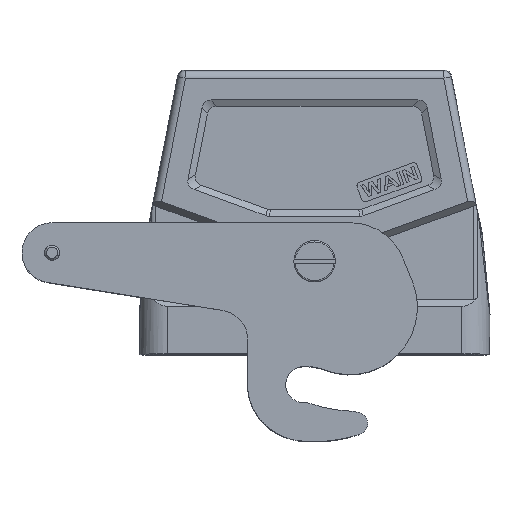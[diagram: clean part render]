
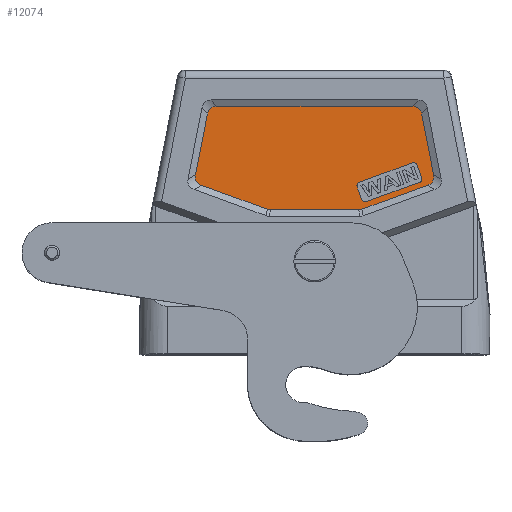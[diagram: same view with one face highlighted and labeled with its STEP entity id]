
A CAD part, top view. The second image highlights one B-rep face of the part: STEP entity #12074.
In plain terms, the highlighted planar face has unit normal (0, 0, 1).
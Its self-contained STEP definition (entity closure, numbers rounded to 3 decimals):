
#370=DIRECTION('',(0.94,0.342,0.));
#371=VECTOR('',#370,18.628);
#372=CARTESIAN_POINT('',(12.609,6.883,21.5));
#373=LINE('',#372,#371);
#383=CARTESIAN_POINT('',(11.754,6.732,21.5));
#384=CARTESIAN_POINT('',(12.048,6.732,21.5));
#385=CARTESIAN_POINT('',(12.333,6.782,21.5));
#386=CARTESIAN_POINT('',(12.609,6.883,21.5));
#392=DIRECTION('',(1.,0.,0.));
#393=VECTOR('',#392,23.508);
#394=CARTESIAN_POINT('',(-11.754,6.732,21.5));
#395=LINE('',#394,#393);
#405=CARTESIAN_POINT('',(-12.609,6.883,21.5));
#406=CARTESIAN_POINT('',(-12.333,6.782,21.5));
#407=CARTESIAN_POINT('',(-12.048,6.732,21.5));
#408=CARTESIAN_POINT('',(-11.754,6.732,21.5));
#414=DIRECTION('',(0.94,-0.342,0.));
#415=VECTOR('',#414,18.628);
#416=CARTESIAN_POINT('',(-30.113,13.254,21.5));
#417=LINE('',#416,#415);
#426=DIRECTION('',(-0.191,-0.982,0.));
#427=VECTOR('',#426,16.467);
#428=CARTESIAN_POINT('',(-28.57,32.245,21.5));
#429=LINE('',#428,#427);
#440=CARTESIAN_POINT('',(-26.116,34.268,21.5));
#441=CARTESIAN_POINT('',(-26.803,34.268,21.5));
#442=CARTESIAN_POINT('',(-27.877,33.904,21.5));
#443=CARTESIAN_POINT('',(-28.439,32.919,21.5));
#444=CARTESIAN_POINT('',(-28.57,32.245,21.5));
#446=DIRECTION('',(-1.,0.,0.));
#447=VECTOR('',#446,52.232);
#448=CARTESIAN_POINT('',(26.116,34.268,21.5));
#449=LINE('',#448,#447);
#458=DIRECTION('',(0.342,-0.94,0.));
#459=VECTOR('',#458,3.5);
#460=CARTESIAN_POINT('',(11.364,12.815,21.5));
#461=LINE('',#460,#459);
#462=CARTESIAN_POINT('',(13.501,9.868,21.5));
#463=DIRECTION('',(0.,0.,1.));
#464=DIRECTION('',(-0.94,-0.342,0.));
#465=AXIS2_PLACEMENT_3D('',#462,#463,#464);
#467=DIRECTION('',(0.94,0.342,0.));
#468=VECTOR('',#467,15.);
#469=CARTESIAN_POINT('',(13.843,8.928,21.5));
#470=LINE('',#469,#468);
#471=CARTESIAN_POINT('',(27.597,14.998,21.5));
#472=DIRECTION('',(0.,0.,1.));
#473=DIRECTION('',(0.342,-0.94,0.));
#474=AXIS2_PLACEMENT_3D('',#471,#472,#473);
#476=CARTESIAN_POINT('',(27.597,14.998,21.5));
#477=DIRECTION('',(0.,0.,1.));
#478=DIRECTION('',(1.,0.,0.));
#479=AXIS2_PLACEMENT_3D('',#476,#477,#478);
#481=DIRECTION('',(-0.342,0.94,0.));
#482=VECTOR('',#481,3.5);
#483=CARTESIAN_POINT('',(28.536,15.34,21.5));
#484=LINE('',#483,#482);
#485=CARTESIAN_POINT('',(26.4,18.287,21.5));
#486=DIRECTION('',(0.,0.,1.));
#487=DIRECTION('',(0.94,0.342,0.));
#488=AXIS2_PLACEMENT_3D('',#485,#486,#487);
#490=DIRECTION('',(-0.94,-0.342,0.));
#491=VECTOR('',#490,15.);
#492=CARTESIAN_POINT('',(26.058,19.227,21.5));
#493=LINE('',#492,#491);
#494=CARTESIAN_POINT('',(12.304,13.157,21.5));
#495=DIRECTION('',(0.,0.,1.));
#496=DIRECTION('',(-0.342,0.94,0.));
#497=AXIS2_PLACEMENT_3D('',#494,#495,#496);
#499=CARTESIAN_POINT('',(12.304,13.157,21.5));
#500=DIRECTION('',(0.,0.,1.));
#501=DIRECTION('',(-1.,0.,0.));
#502=AXIS2_PLACEMENT_3D('',#499,#500,#501);
#504=CARTESIAN_POINT('',(31.712,16.08,21.5));
#505=CARTESIAN_POINT('',(31.848,15.381,21.5));
#506=CARTESIAN_POINT('',(31.684,14.231,21.5));
#507=CARTESIAN_POINT('',(30.782,13.497,21.5));
#508=CARTESIAN_POINT('',(30.113,13.254,21.5));
#510=CARTESIAN_POINT('',(-30.113,13.254,21.5));
#511=CARTESIAN_POINT('',(-30.782,13.497,21.5));
#512=CARTESIAN_POINT('',(-31.684,14.231,21.5));
#513=CARTESIAN_POINT('',(-31.848,15.381,21.5));
#514=CARTESIAN_POINT('',(-31.712,16.08,21.5));
#1054=DIRECTION('',(-0.191,0.982,0.));
#1055=VECTOR('',#1054,16.467);
#1056=CARTESIAN_POINT('',(31.712,16.08,21.5));
#1057=LINE('',#1056,#1055);
#1068=CARTESIAN_POINT('',(28.57,32.245,21.5));
#1069=CARTESIAN_POINT('',(28.439,32.919,21.5));
#1070=CARTESIAN_POINT('',(27.877,33.904,21.5));
#1071=CARTESIAN_POINT('',(26.803,34.268,21.5));
#1072=CARTESIAN_POINT('',(26.116,34.268,21.5));
#9366=CARTESIAN_POINT('',(12.609,6.883,21.5));
#9367=VERTEX_POINT('',#9366);
#9368=CARTESIAN_POINT('',(30.113,13.254,21.5));
#9369=VERTEX_POINT('',#9368);
#9370=CARTESIAN_POINT('',(11.754,6.732,21.5));
#9371=VERTEX_POINT('',#9370);
#9372=CARTESIAN_POINT('',(-11.754,6.732,21.5));
#9373=VERTEX_POINT('',#9372);
#9374=CARTESIAN_POINT('',(-12.609,6.883,21.5));
#9375=VERTEX_POINT('',#9374);
#9376=CARTESIAN_POINT('',(-30.113,13.254,21.5));
#9377=VERTEX_POINT('',#9376);
#9378=CARTESIAN_POINT('',(-31.712,16.08,21.5));
#9379=VERTEX_POINT('',#9378);
#9380=CARTESIAN_POINT('',(-28.57,32.245,21.5));
#9381=VERTEX_POINT('',#9380);
#9382=CARTESIAN_POINT('',(-26.116,34.268,21.5));
#9383=VERTEX_POINT('',#9382);
#9384=CARTESIAN_POINT('',(26.116,34.268,21.5));
#9385=VERTEX_POINT('',#9384);
#9386=CARTESIAN_POINT('',(31.712,16.08,21.5));
#9387=CARTESIAN_POINT('',(28.57,32.245,21.5));
#9388=VERTEX_POINT('',#9386);
#9389=VERTEX_POINT('',#9387);
#9390=CARTESIAN_POINT('',(11.364,12.815,21.5));
#9391=CARTESIAN_POINT('',(12.562,9.526,21.5));
#9392=VERTEX_POINT('',#9390);
#9393=VERTEX_POINT('',#9391);
#9394=CARTESIAN_POINT('',(13.843,8.928,21.5));
#9395=VERTEX_POINT('',#9394);
#9396=CARTESIAN_POINT('',(27.939,14.059,21.5));
#9397=VERTEX_POINT('',#9396);
#9398=CARTESIAN_POINT('',(28.597,14.998,21.5));
#9399=VERTEX_POINT('',#9398);
#9400=CARTESIAN_POINT('',(28.536,15.34,21.5));
#9401=VERTEX_POINT('',#9400);
#9402=CARTESIAN_POINT('',(27.339,18.629,21.5));
#9403=VERTEX_POINT('',#9402);
#9404=CARTESIAN_POINT('',(26.058,19.227,21.5));
#9405=VERTEX_POINT('',#9404);
#9406=CARTESIAN_POINT('',(11.962,14.097,21.5));
#9407=VERTEX_POINT('',#9406);
#9408=CARTESIAN_POINT('',(11.304,13.157,21.5));
#9409=VERTEX_POINT('',#9408);
#12030=CARTESIAN_POINT('',(-34.102,12.862,21.5));
#12031=DIRECTION('',(0.,0.,-1.));
#12032=DIRECTION('',(-1.,0.,0.));
#12033=AXIS2_PLACEMENT_3D('',#12030,#12031,#12032);
#12034=PLANE('',#12033);
#12036=ORIENTED_EDGE('',*,*,#12035,.F.);
#12038=ORIENTED_EDGE('',*,*,#12037,.T.);
#12039=ORIENTED_EDGE('',*,*,#11911,.F.);
#12040=ORIENTED_EDGE('',*,*,#11926,.F.);
#12041=ORIENTED_EDGE('',*,*,#11940,.F.);
#12042=ORIENTED_EDGE('',*,*,#11954,.F.);
#12043=ORIENTED_EDGE('',*,*,#11968,.F.);
#12044=ORIENTED_EDGE('',*,*,#11982,.T.);
#12045=ORIENTED_EDGE('',*,*,#11996,.F.);
#12046=ORIENTED_EDGE('',*,*,#12010,.F.);
#12047=ORIENTED_EDGE('',*,*,#12021,.F.);
#12049=ORIENTED_EDGE('',*,*,#12048,.F.);
#12050=EDGE_LOOP('',(#12036,#12038,#12039,#12040,#12041,#12042,#12043,#12044,
#12045,#12046,#12047,#12049));
#12051=FACE_OUTER_BOUND('',#12050,.F.);
#12053=ORIENTED_EDGE('',*,*,#12052,.T.);
#12055=ORIENTED_EDGE('',*,*,#12054,.T.);
#12057=ORIENTED_EDGE('',*,*,#12056,.T.);
#12059=ORIENTED_EDGE('',*,*,#12058,.T.);
#12061=ORIENTED_EDGE('',*,*,#12060,.T.);
#12063=ORIENTED_EDGE('',*,*,#12062,.T.);
#12065=ORIENTED_EDGE('',*,*,#12064,.T.);
#12067=ORIENTED_EDGE('',*,*,#12066,.T.);
#12069=ORIENTED_EDGE('',*,*,#12068,.T.);
#12071=ORIENTED_EDGE('',*,*,#12070,.T.);
#12072=EDGE_LOOP('',(#12053,#12055,#12057,#12059,#12061,#12063,#12065,#12067,
#12069,#12071));
#12073=FACE_BOUND('',#12072,.F.);
#12074=ADVANCED_FACE('',(#12051,#12073),#12034,.F.);
#387=B_SPLINE_CURVE_WITH_KNOTS('',3,(#383,#384,#385,#386),.UNSPECIFIED.,.F.,.F.,
(4,4),(0.,1.),.UNSPECIFIED.);
#409=B_SPLINE_CURVE_WITH_KNOTS('',3,(#405,#406,#407,#408),.UNSPECIFIED.,.F.,.F.,
(4,4),(0.,1.),.UNSPECIFIED.);
#445=B_SPLINE_CURVE_WITH_KNOTS('',3,(#440,#441,#442,#443,#444),.UNSPECIFIED.,
.F.,.F.,(4,1,4),(0.,0.5,1.),.UNSPECIFIED.);
#466=CIRCLE('',#465,1.);
#475=CIRCLE('',#474,1.);
#480=CIRCLE('',#479,1.);
#489=CIRCLE('',#488,1.);
#498=CIRCLE('',#497,1.);
#503=CIRCLE('',#502,1.);
#509=B_SPLINE_CURVE_WITH_KNOTS('',3,(#504,#505,#506,#507,#508),.UNSPECIFIED.,
.F.,.F.,(4,1,4),(0.,0.5,1.),.UNSPECIFIED.);
#515=B_SPLINE_CURVE_WITH_KNOTS('',3,(#510,#511,#512,#513,#514),.UNSPECIFIED.,
.F.,.F.,(4,1,4),(0.,0.5,1.),.UNSPECIFIED.);
#1073=B_SPLINE_CURVE_WITH_KNOTS('',3,(#1068,#1069,#1070,#1071,#1072),
.UNSPECIFIED.,.F.,.F.,(4,1,4),(0.,0.5,1.),.UNSPECIFIED.);
#11911=EDGE_CURVE('',#9367,#9369,#373,.T.);
#11926=EDGE_CURVE('',#9371,#9367,#387,.T.);
#11940=EDGE_CURVE('',#9373,#9371,#395,.T.);
#11954=EDGE_CURVE('',#9375,#9373,#409,.T.);
#11968=EDGE_CURVE('',#9377,#9375,#417,.T.);
#11982=EDGE_CURVE('',#9377,#9379,#515,.T.);
#11996=EDGE_CURVE('',#9381,#9379,#429,.T.);
#12010=EDGE_CURVE('',#9383,#9381,#445,.T.);
#12021=EDGE_CURVE('',#9385,#9383,#449,.T.);
#12035=EDGE_CURVE('',#9388,#9389,#1057,.T.);
#12037=EDGE_CURVE('',#9388,#9369,#509,.T.);
#12048=EDGE_CURVE('',#9389,#9385,#1073,.T.);
#12052=EDGE_CURVE('',#9392,#9393,#461,.T.);
#12054=EDGE_CURVE('',#9393,#9395,#466,.T.);
#12056=EDGE_CURVE('',#9395,#9397,#470,.T.);
#12058=EDGE_CURVE('',#9397,#9399,#475,.T.);
#12060=EDGE_CURVE('',#9399,#9401,#480,.T.);
#12062=EDGE_CURVE('',#9401,#9403,#484,.T.);
#12064=EDGE_CURVE('',#9403,#9405,#489,.T.);
#12066=EDGE_CURVE('',#9405,#9407,#493,.T.);
#12068=EDGE_CURVE('',#9407,#9409,#498,.T.);
#12070=EDGE_CURVE('',#9409,#9392,#503,.T.);
